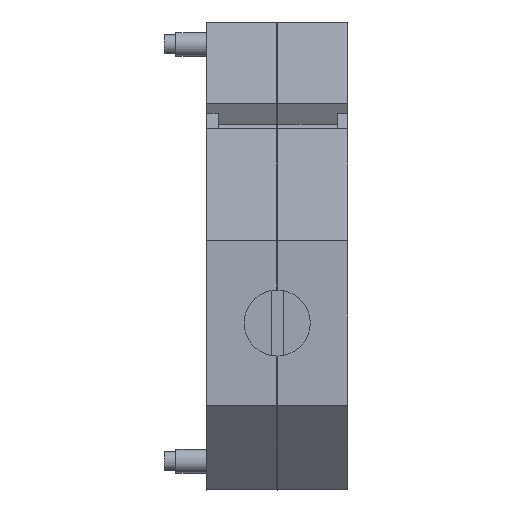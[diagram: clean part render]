
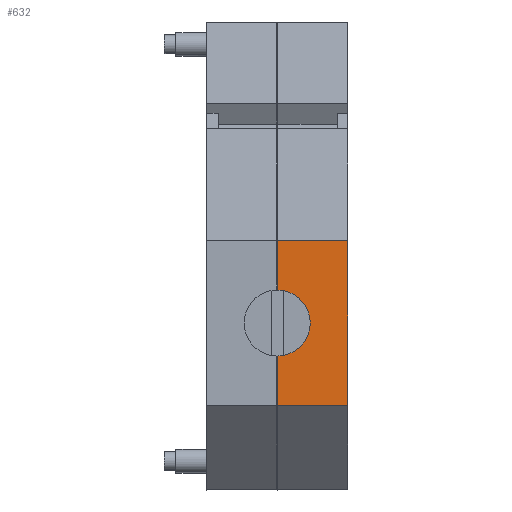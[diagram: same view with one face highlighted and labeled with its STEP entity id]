
A CAD part, top view. The second image highlights one B-rep face of the part: STEP entity #632.
In plain terms, the highlighted planar face has unit normal (0, 0, 1).
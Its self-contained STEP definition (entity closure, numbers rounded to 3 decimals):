
#588=AXIS2_PLACEMENT_3D('Plane Axis2P3D',#585,#586,#587) ;
#599=AXIS2_PLACEMENT_3D('Circle Axis2P3D',#597,#598,$) ;
#606=AXIS2_PLACEMENT_3D('Circle Axis2P3D',#604,#605,$) ;
#77=CARTESIAN_POINT('Vertex',(15.6,21.1,63.5)) ;
#80=CARTESIAN_POINT('Line Origine',(15.6,14.1,63.5)) ;
#84=CARTESIAN_POINT('Vertex',(15.6,7.1,63.5)) ;
#569=CARTESIAN_POINT('Vertex',(9.65,21.1,63.5)) ;
#572=CARTESIAN_POINT('Line Origine',(12.625,21.1,63.5)) ;
#585=CARTESIAN_POINT('Axis2P3D Location',(15.6,21.1,63.5)) ;
#590=CARTESIAN_POINT('Line Origine',(9.65,19.,63.5)) ;
#594=CARTESIAN_POINT('Vertex',(9.65,16.9,63.5)) ;
#597=CARTESIAN_POINT('Axis2P3D Location',(9.6,14.1,63.5)) ;
#601=CARTESIAN_POINT('Vertex',(12.4,14.1,63.5)) ;
#604=CARTESIAN_POINT('Axis2P3D Location',(9.6,14.1,63.5)) ;
#608=CARTESIAN_POINT('Vertex',(9.65,11.3,63.5)) ;
#611=CARTESIAN_POINT('Line Origine',(9.65,9.2,63.5)) ;
#615=CARTESIAN_POINT('Vertex',(9.65,7.1,63.5)) ;
#618=CARTESIAN_POINT('Line Origine',(12.625,7.1,63.5)) ;
#81=DIRECTION('Vector Direction',(0.,-1.,0.)) ;
#573=DIRECTION('Vector Direction',(-1.,0.,0.)) ;
#586=DIRECTION('Axis2P3D Direction',(0.,0.,-1.)) ;
#587=DIRECTION('Axis2P3D XDirection',(0.,-1.,0.)) ;
#591=DIRECTION('Vector Direction',(0.,-1.,0.)) ;
#598=DIRECTION('Axis2P3D Direction',(0.,0.,-1.)) ;
#605=DIRECTION('Axis2P3D Direction',(0.,0.,-1.)) ;
#612=DIRECTION('Vector Direction',(0.,-1.,0.)) ;
#619=DIRECTION('Vector Direction',(-1.,0.,0.)) ;
#82=VECTOR('Line Direction',#81,1.) ;
#574=VECTOR('Line Direction',#573,1.) ;
#592=VECTOR('Line Direction',#591,1.) ;
#613=VECTOR('Line Direction',#612,1.) ;
#620=VECTOR('Line Direction',#619,1.) ;
#624=ORIENTED_EDGE('',*,*,#596,.T.) ;
#625=ORIENTED_EDGE('',*,*,#603,.F.) ;
#626=ORIENTED_EDGE('',*,*,#610,.F.) ;
#627=ORIENTED_EDGE('',*,*,#617,.T.) ;
#628=ORIENTED_EDGE('',*,*,#622,.F.) ;
#629=ORIENTED_EDGE('',*,*,#86,.F.) ;
#630=ORIENTED_EDGE('',*,*,#576,.T.) ;
#632=ADVANCED_FACE('PRIMARY',(#631),#589,.F.) ;
#600=CIRCLE('generated circle',#599,2.8) ;
#607=CIRCLE('generated circle',#606,2.8) ;
#86=EDGE_CURVE('',#78,#85,#83,.T.) ;
#576=EDGE_CURVE('',#78,#570,#575,.T.) ;
#596=EDGE_CURVE('',#570,#595,#593,.T.) ;
#603=EDGE_CURVE('',#602,#595,#600,.F.) ;
#610=EDGE_CURVE('',#609,#602,#607,.F.) ;
#617=EDGE_CURVE('',#609,#616,#614,.T.) ;
#622=EDGE_CURVE('',#85,#616,#621,.T.) ;
#623=EDGE_LOOP('',(#624,#625,#626,#627,#628,#629,#630)) ;
#631=FACE_OUTER_BOUND('',#623,.T.) ;
#83=LINE('Line',#80,#82) ;
#575=LINE('Line',#572,#574) ;
#593=LINE('Line',#590,#592) ;
#614=LINE('Line',#611,#613) ;
#621=LINE('Line',#618,#620) ;
#589=PLANE('',#588) ;
#78=VERTEX_POINT('',#77) ;
#85=VERTEX_POINT('',#84) ;
#570=VERTEX_POINT('',#569) ;
#595=VERTEX_POINT('',#594) ;
#602=VERTEX_POINT('',#601) ;
#609=VERTEX_POINT('',#608) ;
#616=VERTEX_POINT('',#615) ;
